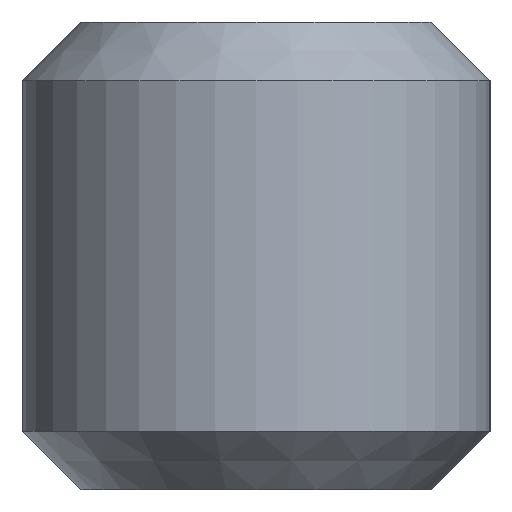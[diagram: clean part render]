
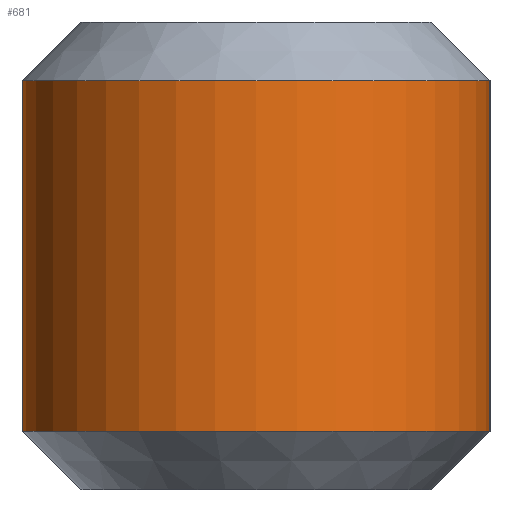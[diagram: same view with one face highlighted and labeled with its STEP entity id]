
A CAD part, left-side view. The second image highlights one B-rep face of the part: STEP entity #681.
In plain terms, the highlighted cylindrical face has radius 2 mm (diameter 4 mm), a partial arc.
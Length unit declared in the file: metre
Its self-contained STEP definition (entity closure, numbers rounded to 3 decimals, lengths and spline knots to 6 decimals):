
#35 = CARTESIAN_POINT ( 'NONE',  ( -0.00775, -0.0035, 0. ) ) ;
#155 = CIRCLE ( 'NONE', #1028, 0.002 ) ;
#202 = ORIENTED_EDGE ( 'NONE', *, *, #806, .T. ) ;
#218 = CARTESIAN_POINT ( 'NONE',  ( -0.00775, -0.0005, 0. ) ) ;
#232 = CARTESIAN_POINT ( 'NONE',  ( -0.00775, -0.0035, 0.002 ) ) ;
#405 = DIRECTION ( 'NONE',  ( 0., 0., 1. ) ) ;
#412 = VECTOR ( 'NONE', #705, 1. ) ;
#430 = DIRECTION ( 'NONE',  ( 0., 1., 0. ) ) ;
#619 = DIRECTION ( 'NONE',  ( 0., 1., 0. ) ) ;
#670 = EDGE_LOOP ( 'NONE', ( #2178, #1006, #202, #1382 ) ) ;
#681 = ADVANCED_FACE ( 'NONE', ( #1781 ), #858, .T. ) ;
#705 = DIRECTION ( 'NONE',  ( 0., 1., 0. ) ) ;
#716 = LINE ( 'NONE', #870, #412 ) ;
#776 = LINE ( 'NONE', #2282, #1583 ) ;
#806 = EDGE_CURVE ( 'NONE', #2373, #1584, #716, .T. ) ;
#858 = CYLINDRICAL_SURFACE ( 'NONE', #924, 0.002 ) ;
#867 = AXIS2_PLACEMENT_3D ( 'NONE', #35, #430, #2088 ) ;
#870 = CARTESIAN_POINT ( 'NONE',  ( -0.00775, -0.004, 0.002 ) ) ;
#924 = AXIS2_PLACEMENT_3D ( 'NONE', #1601, #2337, #1383 ) ;
#947 = CARTESIAN_POINT ( 'NONE',  ( -0.00775, -0.0035, -0.002 ) ) ;
#1006 = ORIENTED_EDGE ( 'NONE', *, *, #2411, .T. ) ;
#1028 = AXIS2_PLACEMENT_3D ( 'NONE', #218, #2073, #405 ) ;
#1180 = CIRCLE ( 'NONE', #867, 0.002 ) ;
#1218 = VERTEX_POINT ( 'NONE', #1299 ) ;
#1299 = CARTESIAN_POINT ( 'NONE',  ( -0.00775, -0.0005, -0.002 ) ) ;
#1377 = EDGE_CURVE ( 'NONE', #1386, #1218, #776, .T. ) ;
#1382 = ORIENTED_EDGE ( 'NONE', *, *, #1699, .T. ) ;
#1383 = DIRECTION ( 'NONE',  ( 0., 0., 1. ) ) ;
#1386 = VERTEX_POINT ( 'NONE', #947 ) ;
#1583 = VECTOR ( 'NONE', #619, 1. ) ;
#1584 = VERTEX_POINT ( 'NONE', #1895 ) ;
#1601 = CARTESIAN_POINT ( 'NONE',  ( -0.00775, -0.004, 0. ) ) ;
#1699 = EDGE_CURVE ( 'NONE', #1584, #1218, #155, .T. ) ;
#1781 = FACE_OUTER_BOUND ( 'NONE', #670, .T. ) ;
#1895 = CARTESIAN_POINT ( 'NONE',  ( -0.00775, -0.0005, 0.002 ) ) ;
#2073 = DIRECTION ( 'NONE',  ( 0., -1., 0. ) ) ;
#2088 = DIRECTION ( 'NONE',  ( 0., 0., 1. ) ) ;
#2178 = ORIENTED_EDGE ( 'NONE', *, *, #1377, .F. ) ;
#2282 = CARTESIAN_POINT ( 'NONE',  ( -0.00775, -0.004, -0.002 ) ) ;
#2337 = DIRECTION ( 'NONE',  ( 0., 1., 0. ) ) ;
#2373 = VERTEX_POINT ( 'NONE', #232 ) ;
#2411 = EDGE_CURVE ( 'NONE', #1386, #2373, #1180, .T. ) ;
